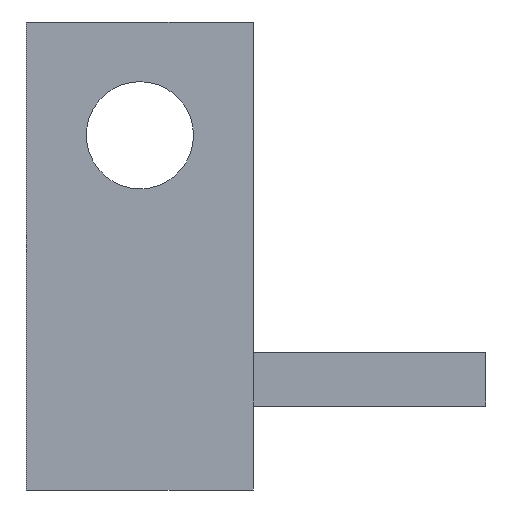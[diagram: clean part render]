
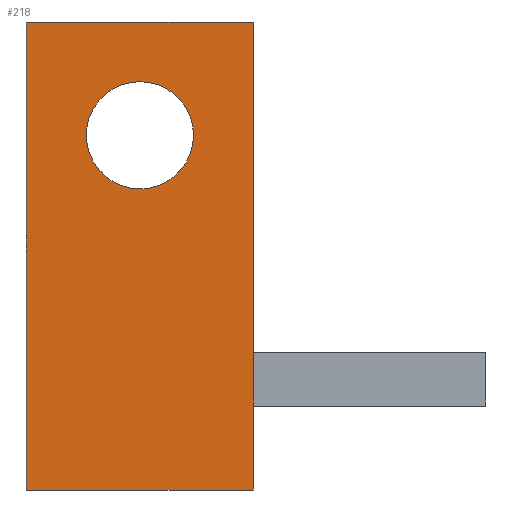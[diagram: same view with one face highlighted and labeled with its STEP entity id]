
A CAD part, front view. The second image highlights one B-rep face of the part: STEP entity #218.
In plain terms, the highlighted planar face has unit normal (0, -1, 0).
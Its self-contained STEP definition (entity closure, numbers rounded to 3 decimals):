
#1=DIRECTION('',(0.,0.,1.));
#2=VECTOR('',#1,13.1);
#3=CARTESIAN_POINT('',(-3.175,0.,-6.55));
#4=LINE('',#3,#2);
#5=DIRECTION('',(1.,0.,0.));
#6=VECTOR('',#5,6.35);
#7=CARTESIAN_POINT('',(-3.175,0.,6.55));
#8=LINE('',#7,#6);
#9=DIRECTION('',(0.,0.,-1.));
#10=VECTOR('',#9,13.1);
#11=CARTESIAN_POINT('',(3.175,0.,6.55));
#12=LINE('',#11,#10);
#13=DIRECTION('',(-1.,0.,0.));
#14=VECTOR('',#13,6.35);
#15=CARTESIAN_POINT('',(3.175,0.,-6.55));
#16=LINE('',#15,#14);
#17=CARTESIAN_POINT('',(0.,0.,3.38));
#18=DIRECTION('',(0.,1.,0.));
#19=DIRECTION('',(1.,0.,0.));
#20=AXIS2_PLACEMENT_3D('',#17,#18,#19);
#22=CARTESIAN_POINT('',(0.,0.,3.38));
#23=DIRECTION('',(0.,1.,0.));
#24=DIRECTION('',(-1.,0.,0.));
#25=AXIS2_PLACEMENT_3D('',#22,#23,#24);
#149=CARTESIAN_POINT('',(-3.175,0.,-6.55));
#150=CARTESIAN_POINT('',(-3.175,0.,6.55));
#151=VERTEX_POINT('',#149);
#152=VERTEX_POINT('',#150);
#153=CARTESIAN_POINT('',(3.175,0.,6.55));
#154=VERTEX_POINT('',#153);
#155=CARTESIAN_POINT('',(3.175,0.,-6.55));
#156=VERTEX_POINT('',#155);
#173=CARTESIAN_POINT('',(1.5,0.,3.38));
#174=CARTESIAN_POINT('',(-1.5,0.,3.38));
#175=VERTEX_POINT('',#173);
#176=VERTEX_POINT('',#174);
#197=CARTESIAN_POINT('',(0.,0.,0.));
#198=DIRECTION('',(0.,1.,0.));
#199=DIRECTION('',(1.,0.,0.));
#200=AXIS2_PLACEMENT_3D('',#197,#198,#199);
#201=PLANE('',#200);
#203=ORIENTED_EDGE('',*,*,#202,.T.);
#205=ORIENTED_EDGE('',*,*,#204,.T.);
#207=ORIENTED_EDGE('',*,*,#206,.T.);
#209=ORIENTED_EDGE('',*,*,#208,.T.);
#210=EDGE_LOOP('',(#203,#205,#207,#209));
#211=FACE_OUTER_BOUND('',#210,.F.);
#213=ORIENTED_EDGE('',*,*,#212,.F.);
#215=ORIENTED_EDGE('',*,*,#214,.F.);
#216=EDGE_LOOP('',(#213,#215));
#217=FACE_BOUND('',#216,.F.);
#21=CIRCLE('',#20,1.5);
#26=CIRCLE('',#25,1.5);
#202=EDGE_CURVE('',#151,#152,#4,.T.);
#204=EDGE_CURVE('',#152,#154,#8,.T.);
#206=EDGE_CURVE('',#154,#156,#12,.T.);
#208=EDGE_CURVE('',#156,#151,#16,.T.);
#212=EDGE_CURVE('',#175,#176,#21,.T.);
#214=EDGE_CURVE('',#176,#175,#26,.T.);
#218=ADVANCED_FACE('',(#211,#217),#201,.F.);
